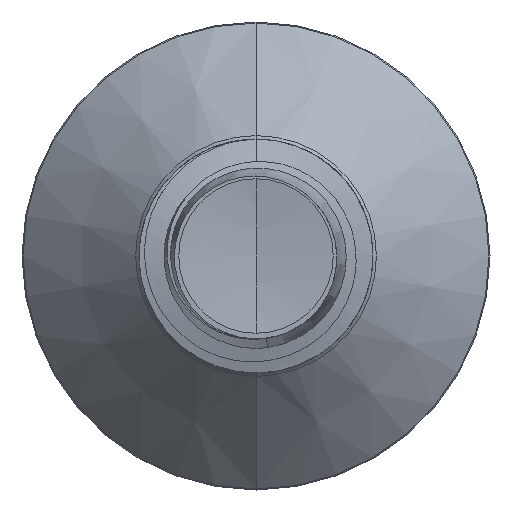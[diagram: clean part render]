
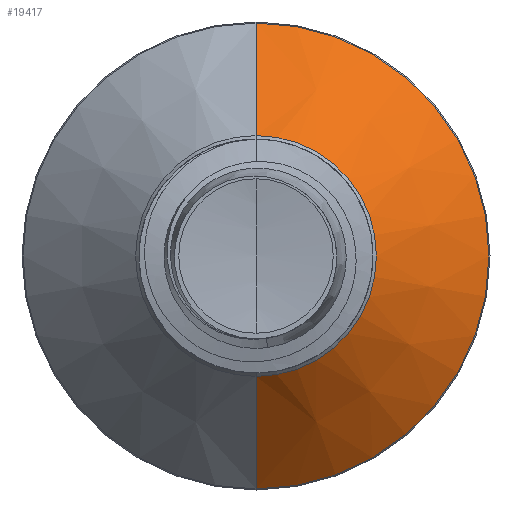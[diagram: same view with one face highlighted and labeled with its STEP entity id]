
A CAD part, front view. The second image highlights one B-rep face of the part: STEP entity #19417.
In plain terms, the highlighted conical face has half-angle 45 degrees and reference radius 3.088 mm.
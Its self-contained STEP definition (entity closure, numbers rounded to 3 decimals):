
#419 = DIRECTION ( 'NONE',  ( 0., 0., 1. ) ) ;
#2043 = CIRCLE ( 'NONE', #22414, 5.974 ) ;
#3024 = VERTEX_POINT ( 'NONE', #12738 ) ;
#3115 = VECTOR ( 'NONE', #16743, 1000. ) ;
#3645 = EDGE_CURVE ( 'NONE', #3024, #13314, #3652, .T. ) ;
#3652 = LINE ( 'NONE', #11168, #19831 ) ;
#3687 = DIRECTION ( 'NONE',  ( 0., 1., 0. ) ) ;
#4825 = CARTESIAN_POINT ( 'NONE',  ( 0., 10.239, 0. ) ) ;
#4838 = VERTEX_POINT ( 'NONE', #5337 ) ;
#5337 = CARTESIAN_POINT ( 'NONE',  ( 0., 10.239, 3.089 ) ) ;
#5633 = EDGE_CURVE ( 'NONE', #4838, #7823, #10330, .T. ) ;
#6495 = CIRCLE ( 'NONE', #15741, 3.089 ) ;
#7823 = VERTEX_POINT ( 'NONE', #14444 ) ;
#8595 = ORIENTED_EDGE ( 'NONE', *, *, #10009, .F. ) ;
#8979 = CARTESIAN_POINT ( 'NONE',  ( 0., 13.124, -5.974 ) ) ;
#9915 = ORIENTED_EDGE ( 'NONE', *, *, #5633, .F. ) ;
#10009 = EDGE_CURVE ( 'NONE', #7823, #13314, #2043, .T. ) ;
#10330 = LINE ( 'NONE', #16767, #3115 ) ;
#10514 = EDGE_LOOP ( 'NONE', ( #16631, #16251, #8595, #9915 ) ) ;
#11038 = DIRECTION ( 'NONE',  ( 0., 1., 0. ) ) ;
#11061 = DIRECTION ( 'NONE',  ( 0., 0.707, -0.707 ) ) ;
#11168 = CARTESIAN_POINT ( 'NONE',  ( 0., 10.239, -3.089 ) ) ;
#12738 = CARTESIAN_POINT ( 'NONE',  ( 0., 10.239, -3.089 ) ) ;
#13314 = VERTEX_POINT ( 'NONE', #8979 ) ;
#13486 = EDGE_CURVE ( 'NONE', #4838, #3024, #6495, .T. ) ;
#14177 = CARTESIAN_POINT ( 'NONE',  ( 0., 13.124, 0. ) ) ;
#14436 = AXIS2_PLACEMENT_3D ( 'NONE', #4825, #17022, #17103 ) ;
#14444 = CARTESIAN_POINT ( 'NONE',  ( 0., 13.124, 5.974 ) ) ;
#15741 = AXIS2_PLACEMENT_3D ( 'NONE', #21451, #11038, #419 ) ;
#15960 = DIRECTION ( 'NONE',  ( 0., 0., 1. ) ) ;
#16251 = ORIENTED_EDGE ( 'NONE', *, *, #3645, .T. ) ;
#16631 = ORIENTED_EDGE ( 'NONE', *, *, #13486, .T. ) ;
#16743 = DIRECTION ( 'NONE',  ( 0., 0.707, 0.707 ) ) ;
#16767 = CARTESIAN_POINT ( 'NONE',  ( 0., 10.239, 3.089 ) ) ;
#17022 = DIRECTION ( 'NONE',  ( 0., 1., 0. ) ) ;
#17103 = DIRECTION ( 'NONE',  ( 0., 0., 1. ) ) ;
#19417 = ADVANCED_FACE ( 'NONE', ( #21778 ), #21463, .T. ) ;
#19831 = VECTOR ( 'NONE', #11061, 1000. ) ;
#21451 = CARTESIAN_POINT ( 'NONE',  ( 0., 10.239, 0. ) ) ;
#21463 = CONICAL_SURFACE ( 'NONE', #14436, 3.089, 0.785 ) ;
#21778 = FACE_OUTER_BOUND ( 'NONE', #10514, .T. ) ;
#22414 = AXIS2_PLACEMENT_3D ( 'NONE', #14177, #3687, #15960 ) ;
